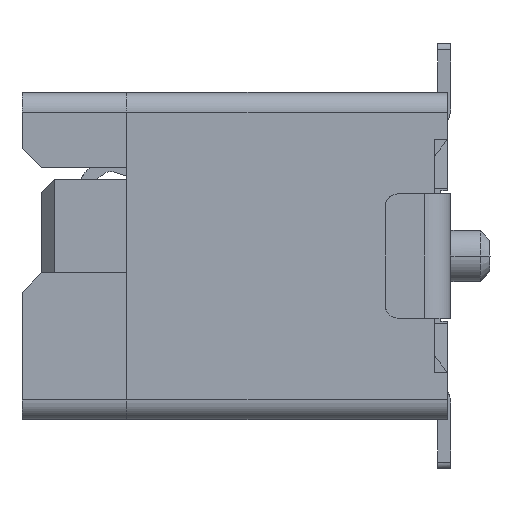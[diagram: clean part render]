
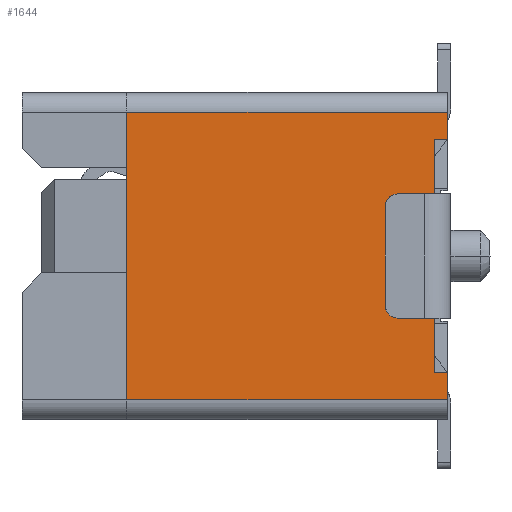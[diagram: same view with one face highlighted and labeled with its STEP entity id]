
A CAD part, left-side view. The second image highlights one B-rep face of the part: STEP entity #1644.
In plain terms, the highlighted planar face has unit normal (-1, 0, 0).
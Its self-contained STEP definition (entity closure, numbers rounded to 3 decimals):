
#613=CARTESIAN_POINT('',(0.,0.65,-0.3));
#614=VERTEX_POINT('',#613);
#615=CARTESIAN_POINT('',(0.,0.65,-0.725));
#616=VERTEX_POINT('',#615);
#617=CARTESIAN_POINT('',(0.,0.65,-0.3));
#618=CARTESIAN_POINT('',(0.,0.65,-0.385));
#619=CARTESIAN_POINT('',(0.,0.65,-0.47));
#620=CARTESIAN_POINT('',(0.,0.65,-0.555));
#621=CARTESIAN_POINT('',(0.,0.65,-0.64));
#622=CARTESIAN_POINT('',(0.,0.65,-0.725));
#623=B_SPLINE_CURVE_WITH_KNOTS('',5,(#617,#618,#619,#620,#621,#622),.UNSPECIFIED.,.F.,.U.,(6,6),(0.,0.425),.UNSPECIFIED.);
#624=EDGE_CURVE('',#614,#616,#623,.T.);
#819=CARTESIAN_POINT('',(0.,0.65,-4.275));
#820=VERTEX_POINT('',#819);
#830=CARTESIAN_POINT('',(0.,0.65,-4.7));
#831=VERTEX_POINT('',#830);
#832=CARTESIAN_POINT('',(0.,0.65,-4.275));
#833=CARTESIAN_POINT('',(0.,0.65,-4.36));
#834=CARTESIAN_POINT('',(0.,0.65,-4.445));
#835=CARTESIAN_POINT('',(0.,0.65,-4.53));
#836=CARTESIAN_POINT('',(0.,0.65,-4.615));
#837=CARTESIAN_POINT('',(0.,0.65,-4.7));
#838=B_SPLINE_CURVE_WITH_KNOTS('',5,(#832,#833,#834,#835,#836,#837),.UNSPECIFIED.,.F.,.U.,(6,6),(0.,0.425),.UNSPECIFIED.);
#839=EDGE_CURVE('',#820,#831,#838,.T.);
#1266=CARTESIAN_POINT('',(0.,5.55,-0.3));
#1267=VERTEX_POINT('',#1266);
#1286=CARTESIAN_POINT('',(0.,5.55,-0.3));
#1287=CARTESIAN_POINT('',(0.,4.57,-0.3));
#1288=CARTESIAN_POINT('',(0.,3.59,-0.3));
#1289=CARTESIAN_POINT('',(0.,2.61,-0.3));
#1290=CARTESIAN_POINT('',(0.,1.63,-0.3));
#1291=CARTESIAN_POINT('',(0.,0.65,-0.3));
#1292=B_SPLINE_CURVE_WITH_KNOTS('',5,(#1286,#1287,#1288,#1289,#1290,#1291),.UNSPECIFIED.,.F.,.U.,(6,6),(0.,4.9),.UNSPECIFIED.);
#1293=EDGE_CURVE('',#1267,#614,#1292,.T.);
#1558=CARTESIAN_POINT('',(0.,0.85,-0.725));
#1559=VERTEX_POINT('',#1558);
#1560=CARTESIAN_POINT('',(0.,0.65,-0.725));
#1561=CARTESIAN_POINT('',(0.,0.69,-0.725));
#1562=CARTESIAN_POINT('',(0.,0.73,-0.725));
#1563=CARTESIAN_POINT('',(0.,0.77,-0.725));
#1564=CARTESIAN_POINT('',(0.,0.81,-0.725));
#1565=CARTESIAN_POINT('',(0.,0.85,-0.725));
#1566=B_SPLINE_CURVE_WITH_KNOTS('',5,(#1560,#1561,#1562,#1563,#1564,#1565),.UNSPECIFIED.,.F.,.U.,(6,6),(0.,0.2),.UNSPECIFIED.);
#1567=EDGE_CURVE('',#616,#1559,#1566,.T.);
#1593=CARTESIAN_POINT('',(0.,3.1,-2.5));
#1594=DIRECTION('',(0.,0.,1.));
#1595=DIRECTION('',(-1.,0.,0.));
#1596=AXIS2_PLACEMENT_3D('',#1593,#1595,#1594);
#1597=PLANE('',#1596);
#1598=CARTESIAN_POINT('',(0.,5.55,-4.7));
#1599=VERTEX_POINT('',#1598);
#1600=CARTESIAN_POINT('',(0.,5.55,-0.3));
#1601=CARTESIAN_POINT('',(0.,5.55,-1.18));
#1602=CARTESIAN_POINT('',(0.,5.55,-2.06));
#1603=CARTESIAN_POINT('',(0.,5.55,-2.94));
#1604=CARTESIAN_POINT('',(0.,5.55,-3.82));
#1605=CARTESIAN_POINT('',(0.,5.55,-4.7));
#1606=B_SPLINE_CURVE_WITH_KNOTS('',5,(#1600,#1601,#1602,#1603,#1604,#1605),.UNSPECIFIED.,.F.,.U.,(6,6),(0.,4.4),.UNSPECIFIED.);
#1607=EDGE_CURVE('',#1267,#1599,#1606,.T.);
#1608=ORIENTED_EDGE('',*,*,#1607,.T.);
#1609=CARTESIAN_POINT('',(0.,5.55,-4.7));
#1610=CARTESIAN_POINT('',(0.,4.57,-4.7));
#1611=CARTESIAN_POINT('',(0.,3.59,-4.7));
#1612=CARTESIAN_POINT('',(0.,2.61,-4.7));
#1613=CARTESIAN_POINT('',(0.,1.63,-4.7));
#1614=CARTESIAN_POINT('',(0.,0.65,-4.7));
#1615=B_SPLINE_CURVE_WITH_KNOTS('',5,(#1609,#1610,#1611,#1612,#1613,#1614),.UNSPECIFIED.,.F.,.U.,(6,6),(0.,4.9),.UNSPECIFIED.);
#1616=EDGE_CURVE('',#1599,#831,#1615,.T.);
#1617=ORIENTED_EDGE('',*,*,#1616,.T.);
#1618=ORIENTED_EDGE('',*,*,#839,.F.);
#1619=CARTESIAN_POINT('',(0.,0.85,-4.275));
#1620=VERTEX_POINT('',#1619);
#1621=CARTESIAN_POINT('',(0.,0.65,-4.275));
#1622=CARTESIAN_POINT('',(0.,0.69,-4.275));
#1623=CARTESIAN_POINT('',(0.,0.73,-4.275));
#1624=CARTESIAN_POINT('',(0.,0.77,-4.275));
#1625=CARTESIAN_POINT('',(0.,0.81,-4.275));
#1626=CARTESIAN_POINT('',(0.,0.85,-4.275));
#1627=B_SPLINE_CURVE_WITH_KNOTS('',5,(#1621,#1622,#1623,#1624,#1625,#1626),.UNSPECIFIED.,.F.,.U.,(6,6),(0.,0.2),.UNSPECIFIED.);
#1628=EDGE_CURVE('',#820,#1620,#1627,.T.);
#1629=ORIENTED_EDGE('',*,*,#1628,.T.);
#1630=CARTESIAN_POINT('',(0.,0.85,-4.275));
#1631=CARTESIAN_POINT('',(0.,0.85,-3.565));
#1632=CARTESIAN_POINT('',(0.,0.85,-2.855));
#1633=CARTESIAN_POINT('',(0.,0.85,-2.145));
#1634=CARTESIAN_POINT('',(0.,0.85,-1.435));
#1635=CARTESIAN_POINT('',(0.,0.85,-0.725));
#1636=B_SPLINE_CURVE_WITH_KNOTS('',5,(#1630,#1631,#1632,#1633,#1634,#1635),.UNSPECIFIED.,.F.,.U.,(6,6),(0.,3.55),.UNSPECIFIED.);
#1637=EDGE_CURVE('',#1620,#1559,#1636,.T.);
#1638=ORIENTED_EDGE('',*,*,#1637,.T.);
#1639=ORIENTED_EDGE('',*,*,#1567,.F.);
#1640=ORIENTED_EDGE('',*,*,#624,.F.);
#1641=ORIENTED_EDGE('',*,*,#1293,.F.);
#1642=EDGE_LOOP('',(#1608,#1617,#1618,#1629,#1638,#1639,#1640,#1641));
#1643=FACE_OUTER_BOUND('',#1642,.T.);
#1644=ADVANCED_FACE('',(#1643),#1597,.T.);
